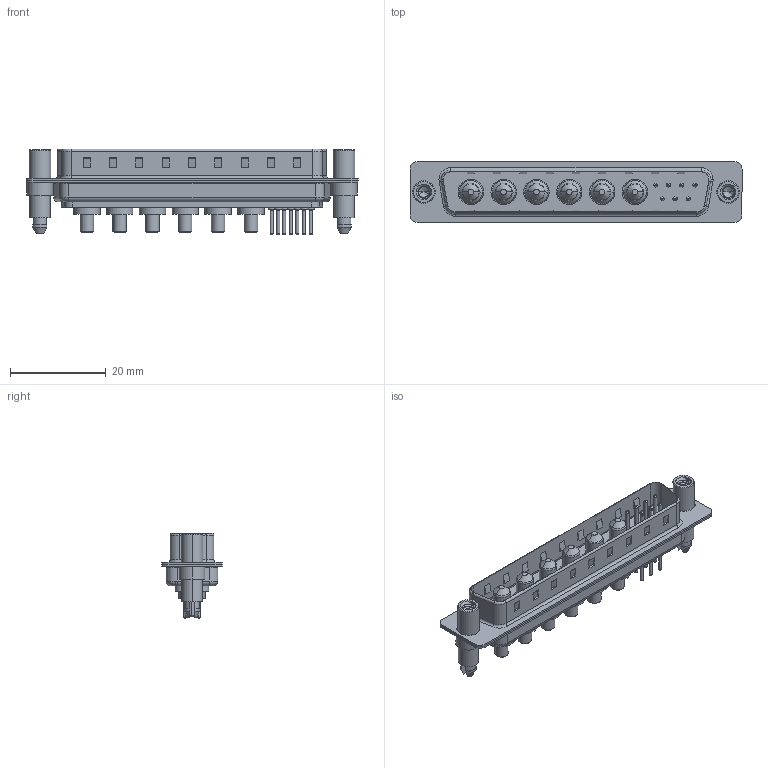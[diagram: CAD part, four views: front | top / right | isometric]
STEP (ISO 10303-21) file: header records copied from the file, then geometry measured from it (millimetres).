
FILE_DESCRIPTION (( 'STEP AP203' ), '1' );
FILE_NAME ('627-13W6624-2T6.STEP', '2019-05-28T22:33:10', ( '' ), ( '' ), 'SwSTEP 2.0', 'SolidWorks 2016', '' );
FILE_SCHEMA (( 'CONFIG_CONTROL_DESIGN' ));
Length unit declared in the file: millimetre
Products named in the file (8): Power Pin_20A S; 627Combo Contact Row 1_24; 627Combo Contact Row 2_24; 627-13W6624-2T6; 627Combo Housing_13W6; 627Combo Shell Rear_37 Contacts; 627Combo Shell Front_37 Contacts; 627Combo Threaded Standoff and Boardlock_6
Assembly tree (18 placements, depth 2):
  627-13W6624-2T6
    627Combo Housing_13W6
    627Combo Shell Rear_37 Contacts
    627Combo Shell Front_37 Contacts
    627Combo Threaded Standoff and Boardlock_6  x2
    Power Pin_20A S  x6
    627Combo Contact Row 1_24  x4
    627Combo Contact Row 2_24  x3
Bounding box: 69.3 x 12.6 x 17.9 mm (x, y, z)
Volume: 4518.3 mm3; surface area: 9531.8 mm2
Topology: 24 solids, 24 shells, 963 faces, 2213 edges, 1368 vertices
Faces by surface type: cylinder 381, plane 330, torus 174, cone 60, bspline 18
Entity records: 19530 total; most frequent: CARTESIAN_POINT 4190, DIRECTION 3134, ORIENTED_EDGE 2838, EDGE_CURVE 1419, AXIS2_PLACEMENT_3D 1183, VERTEX_POINT 895, LINE 768, VECTOR 768
